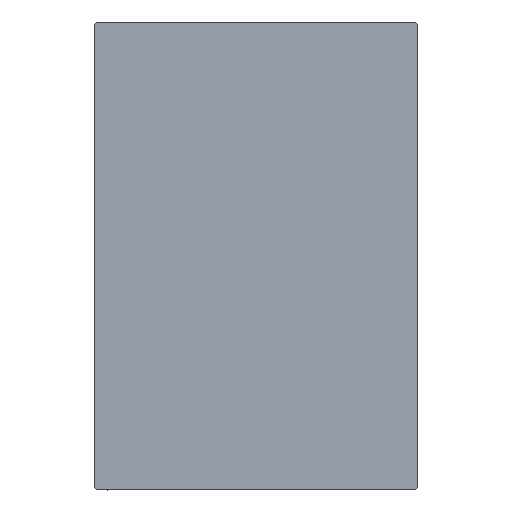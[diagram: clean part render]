
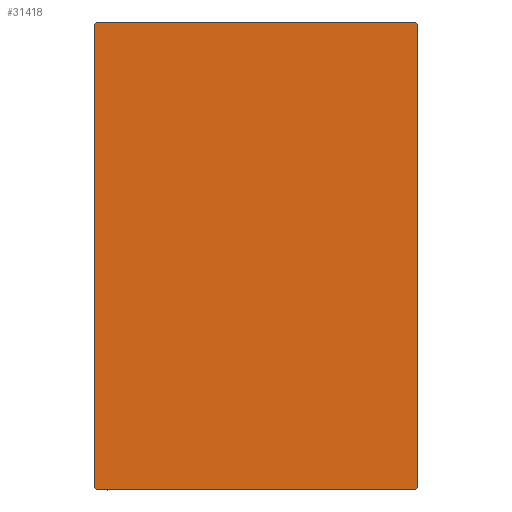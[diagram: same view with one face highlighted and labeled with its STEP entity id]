
A CAD part, left-side view. The second image highlights one B-rep face of the part: STEP entity #31418.
In plain terms, the highlighted face is planar.
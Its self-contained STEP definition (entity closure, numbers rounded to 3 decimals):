
#1427 = CARTESIAN_POINT ( 'NONE',  ( 130., -22.5, 32.5 ) ) ;
#1584 = VECTOR ( 'NONE', #7858, 1000. ) ;
#2362 = VECTOR ( 'NONE', #19366, 1000. ) ;
#2480 = LINE ( 'NONE', #9495, #2362 ) ;
#2641 = CARTESIAN_POINT ( 'NONE',  ( 130., 22.5, 32.2 ) ) ;
#3347 = VERTEX_POINT ( 'NONE', #42954 ) ;
#4128 = VERTEX_POINT ( 'NONE', #2641 ) ;
#5156 = CARTESIAN_POINT ( 'NONE',  ( 130., -22.5, -32.2 ) ) ;
#5736 = DIRECTION ( 'NONE',  ( 0., -0.707, -0.707 ) ) ;
#6481 = VECTOR ( 'NONE', #18843, 1000. ) ;
#6890 = VERTEX_POINT ( 'NONE', #16134 ) ;
#7111 = VECTOR ( 'NONE', #11239, 1000. ) ;
#7393 = EDGE_CURVE ( 'NONE', #41346, #3347, #16951, .T. ) ;
#7765 = CARTESIAN_POINT ( 'NONE',  ( 130., 22.5, -32.2 ) ) ;
#7858 = DIRECTION ( 'NONE',  ( 0., 0.707, 0.707 ) ) ;
#7970 = ORIENTED_EDGE ( 'NONE', *, *, #13290, .T. ) ;
#8426 = LINE ( 'NONE', #1427, #22545 ) ;
#8447 = LINE ( 'NONE', #31455, #34583 ) ;
#8529 = DIRECTION ( 'NONE',  ( 0., 0., -1. ) ) ;
#8668 = EDGE_CURVE ( 'NONE', #6890, #41346, #8426, .T. ) ;
#9495 = CARTESIAN_POINT ( 'NONE',  ( 130., 22.5, -32.5 ) ) ;
#11004 = AXIS2_PLACEMENT_3D ( 'NONE', #39404, #38539, #8529 ) ;
#11193 = ORIENTED_EDGE ( 'NONE', *, *, #43112, .T. ) ;
#11239 = DIRECTION ( 'NONE',  ( 0., 0.707, -0.707 ) ) ;
#11933 = CARTESIAN_POINT ( 'NONE',  ( 130., 22.5, 32.5 ) ) ;
#12480 = LINE ( 'NONE', #29540, #6481 ) ;
#12699 = PLANE ( 'NONE',  #11004 ) ;
#13007 = ORIENTED_EDGE ( 'NONE', *, *, #42055, .T. ) ;
#13290 = EDGE_CURVE ( 'NONE', #20713, #4128, #2480, .T. ) ;
#13872 = ORIENTED_EDGE ( 'NONE', *, *, #20656, .T. ) ;
#14513 = ORIENTED_EDGE ( 'NONE', *, *, #8668, .T. ) ;
#16134 = CARTESIAN_POINT ( 'NONE',  ( 130., -22.5, 32.2 ) ) ;
#16372 = CARTESIAN_POINT ( 'NONE',  ( 130., 22.2, 32.5 ) ) ;
#16951 = LINE ( 'NONE', #37073, #7111 ) ;
#17307 = EDGE_LOOP ( 'NONE', ( #41365, #13007, #7970, #11193, #13872, #29430, #14513, #35371 ) ) ;
#18078 = LINE ( 'NONE', #11933, #22049 ) ;
#18843 = DIRECTION ( 'NONE',  ( 0., -0.707, 0.707 ) ) ;
#19366 = DIRECTION ( 'NONE',  ( 0., 0., 1. ) ) ;
#19607 = EDGE_CURVE ( 'NONE', #3347, #21623, #8447, .T. ) ;
#20656 = EDGE_CURVE ( 'NONE', #37810, #31880, #18078, .T. ) ;
#20713 = VERTEX_POINT ( 'NONE', #7765 ) ;
#21027 = CARTESIAN_POINT ( 'NONE',  ( 130., 27.35, -27.35 ) ) ;
#21414 = DIRECTION ( 'NONE',  ( 0., 1., 0. ) ) ;
#21623 = VERTEX_POINT ( 'NONE', #32653 ) ;
#22049 = VECTOR ( 'NONE', #28139, 1000. ) ;
#22545 = VECTOR ( 'NONE', #29029, 1000. ) ;
#28021 = LINE ( 'NONE', #21027, #1584 ) ;
#28139 = DIRECTION ( 'NONE',  ( 0., -1., 0. ) ) ;
#29029 = DIRECTION ( 'NONE',  ( 0., 0., -1. ) ) ;
#29430 = ORIENTED_EDGE ( 'NONE', *, *, #33709, .T. ) ;
#29540 = CARTESIAN_POINT ( 'NONE',  ( 130., 27.35, 27.35 ) ) ;
#31418 = ADVANCED_FACE ( 'NONE', ( #32182 ), #12699, .T. ) ;
#31455 = CARTESIAN_POINT ( 'NONE',  ( 130., -22.5, -32.5 ) ) ;
#31880 = VERTEX_POINT ( 'NONE', #39392 ) ;
#32182 = FACE_OUTER_BOUND ( 'NONE', #17307, .T. ) ;
#32468 = LINE ( 'NONE', #32892, #33442 ) ;
#32653 = CARTESIAN_POINT ( 'NONE',  ( 130., 22.2, -32.5 ) ) ;
#32892 = CARTESIAN_POINT ( 'NONE',  ( 130., -27.35, 27.35 ) ) ;
#33442 = VECTOR ( 'NONE', #5736, 1000. ) ;
#33709 = EDGE_CURVE ( 'NONE', #31880, #6890, #32468, .T. ) ;
#34583 = VECTOR ( 'NONE', #21414, 1000. ) ;
#35371 = ORIENTED_EDGE ( 'NONE', *, *, #7393, .T. ) ;
#37073 = CARTESIAN_POINT ( 'NONE',  ( 130., -27.35, -27.35 ) ) ;
#37810 = VERTEX_POINT ( 'NONE', #16372 ) ;
#38539 = DIRECTION ( 'NONE',  ( 1., 0., 0. ) ) ;
#39392 = CARTESIAN_POINT ( 'NONE',  ( 130., -22.2, 32.5 ) ) ;
#39404 = CARTESIAN_POINT ( 'NONE',  ( 130., 0., 0. ) ) ;
#41346 = VERTEX_POINT ( 'NONE', #5156 ) ;
#41365 = ORIENTED_EDGE ( 'NONE', *, *, #19607, .T. ) ;
#42055 = EDGE_CURVE ( 'NONE', #21623, #20713, #28021, .T. ) ;
#42954 = CARTESIAN_POINT ( 'NONE',  ( 130., -22.2, -32.5 ) ) ;
#43112 = EDGE_CURVE ( 'NONE', #4128, #37810, #12480, .T. ) ;
